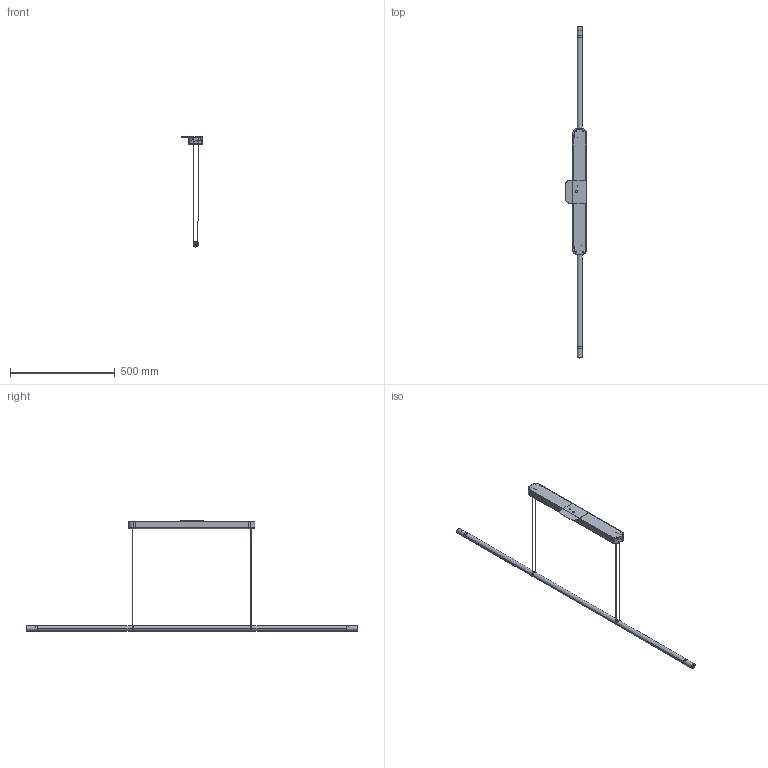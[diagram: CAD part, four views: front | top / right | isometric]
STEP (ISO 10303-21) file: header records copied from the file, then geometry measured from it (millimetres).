
FILE_DESCRIPTION(/* description */ (''),/* implementation_level */ '2;1');
FILE_NAME(/* name */ 'VOLTA S160 USA.stp',/* time_stamp */ '2021-05-24T11:28:38+02:00',/* author */ ('matteo.garelli'),/* organization */ (''),/* preprocessor_version */ 'ST-DEVELOPER v18.1',/* originating_system */ 'Autodesk Inventor 2020',/* authorisation */ '');
FILE_SCHEMA (('AUTOMOTIVE_DESIGN { 1 0 10303 214 3 1 1 }'));
Length unit declared in the file: millimetre
Products named in the file (1): VOLTA S160 USA
Bounding box: 100 x 1583 x 524.8 mm (x, y, z)
Volume: 546972.2 mm3; surface area: 641094.1 mm2
Topology: 16 solids, 16 shells, 910 faces, 2557 edges, 1700 vertices
Faces by surface type: plane 470, cylinder 243, bspline 153, cone 38, torus 6
Full cylindrical faces by diameter (mm): 1 x4, 1.5 x4, 1.567 x1, 2.05 x4, 2.3 x1, 2.5 x8, 3 x1, 3.5 x1, 4.5 x1, 5 x12, 5.2 x4, 8 x1, 10.5 x1, 20 x1, 21 x1, 22.3 x1, 23.188 x2, 25 x2
Entity records: 31370 total; most frequent: CARTESIAN_POINT 7862, ORIENTED_EDGE 5106, DIRECTION 4329, EDGE_CURVE 2553, VERTEX_POINT 1700, LINE 1591, VECTOR 1591, AXIS2_PLACEMENT_3D 1369
